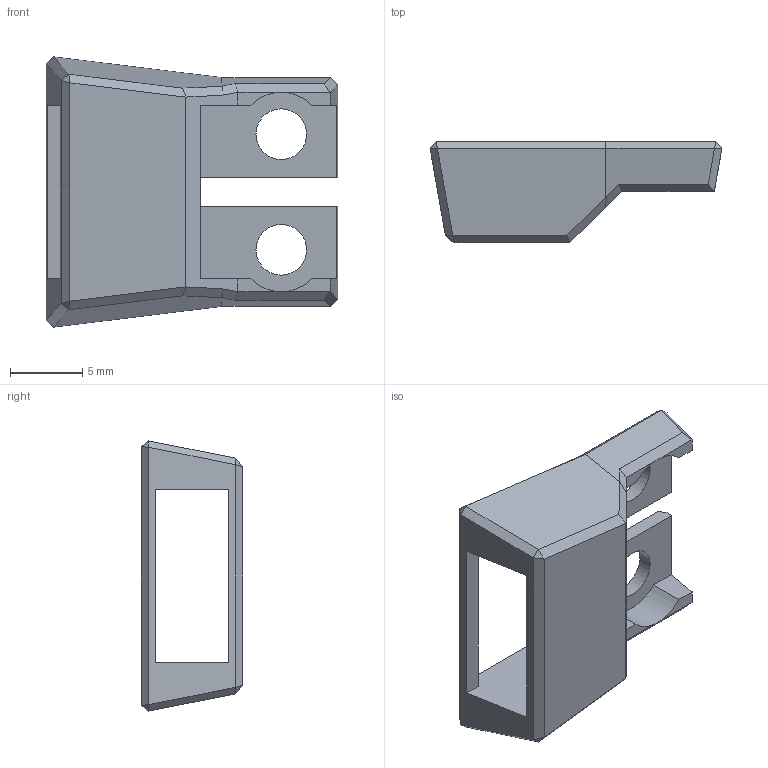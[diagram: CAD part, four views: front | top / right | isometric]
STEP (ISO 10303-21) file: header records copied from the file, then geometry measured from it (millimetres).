
FILE_DESCRIPTION(/* description */ (''),/* implementation_level */ '2;1');
FILE_NAME(/* name */ 'CoxaWireChannelTop.step',/* time_stamp */ '2023-02-27T21:20:45-06:00',/* author */ (''),/* organization */ (''),/* preprocessor_version */ 'ST-DEVELOPER v19.2',/* originating_system */ 'Autodesk Translation Framework v11.17.0.187',/* authorisation */ '');
FILE_SCHEMA (('AUTOMOTIVE_DESIGN { 1 0 10303 214 3 1 1 }'));
Length unit declared in the file: millimetre
Products named in the file (1): CoxaWireChannelTop
Bounding box: 20.18 x 7 x 18.69 mm (x, y, z)
Volume: 618.3 mm3; surface area: 1105.4 mm2
Topology: 1 solids, 1 shells, 57 faces, 148 edges, 92 vertices
Faces by surface type: plane 53, cylinder 4
Full cylindrical faces by diameter (mm): 3.5 x2
Entity records: 1739 total; most frequent: CARTESIAN_POINT 298, ORIENTED_EDGE 296, DIRECTION 276, EDGE_CURVE 148, LINE 136, VECTOR 136, VERTEX_POINT 92, AXIS2_PLACEMENT_3D 70
